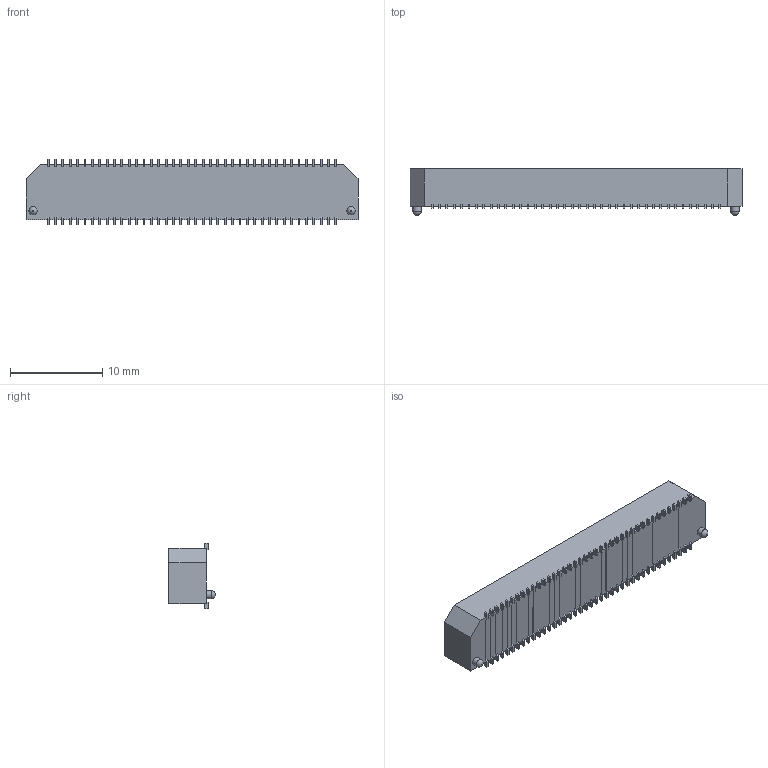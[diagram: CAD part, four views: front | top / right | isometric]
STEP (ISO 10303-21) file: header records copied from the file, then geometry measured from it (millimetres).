
FILE_DESCRIPTION(/* description */ ('STEP AP214'),/* implementation_level */ '2;1');
FILE_NAME(/* name */ 'BTE-040-01-F-D-A',/* time_stamp */ '2024-10-24T20:09:40+02:00',/* author */ ('License CC BY-ND 4.0'),/* organization */ ('CADENAS'),/* preprocessor_version */ 'ST-DEVELOPER v19.3',/* originating_system */ 'PARTsolutions',/* authorisation */ ' ');
FILE_SCHEMA (('AUTOMOTIVE_DESIGN {1 0 10303 214 3 1 1}'));
Length unit declared in the file: inch
Products named in the file (4): BTE-040-01-F-D-A; BTE-040-01-D-A_terminal; T-1S39-040-01-F; T-1S39-040-01-F-2
Assembly tree (3 placements, depth 2):
  BTE-040-01-F-D-A
    BTE-040-01-D-A_terminal
    T-1S39-040-01-F
    T-1S39-040-01-F-2
Bounding box: 36 x 5.02 x 7.11 mm (x, y, z)
Volume: 584 mm3; surface area: 1869.6 mm2
Topology: 3 solids, 3 shells, 1791 faces, 5186 edges, 3248 vertices
Faces by surface type: plane 1787, cylinder 2, torus 2
Full cylindrical faces by diameter (mm): 0.889 x2
Entity records: 57221 total; most frequent: ORIENTED_EDGE 10360, CARTESIAN_POINT 10221, DIRECTION 8776, EDGE_CURVE 5180, LINE 5174, VECTOR 5174, VERTEX_POINT 3246, AXIS2_PLACEMENT_3D 1801
